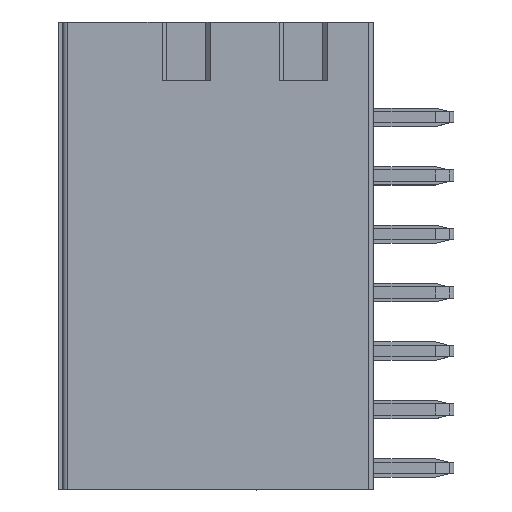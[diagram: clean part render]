
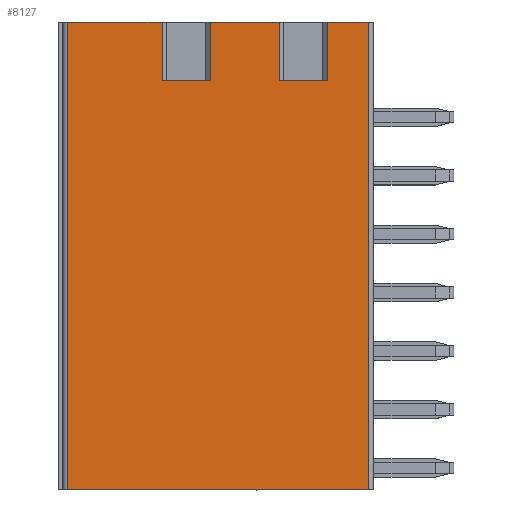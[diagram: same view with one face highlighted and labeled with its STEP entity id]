
A CAD part, top view. The second image highlights one B-rep face of the part: STEP entity #8127.
In plain terms, the highlighted planar face has unit normal (0, 0, 1).
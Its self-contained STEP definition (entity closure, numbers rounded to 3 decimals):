
#278=DIRECTION('',(0.,1.,0.));
#279=VECTOR('',#278,20.32);
#280=CARTESIAN_POINT('',(-13.3,-15.24,0.));
#281=LINE('',#280,#279);
#282=DIRECTION('',(0.,1.,0.));
#283=VECTOR('',#282,2.54);
#284=CARTESIAN_POINT('',(-9.18,2.54,0.));
#285=LINE('',#284,#283);
#286=DIRECTION('',(1.,0.,0.));
#287=VECTOR('',#286,2.1);
#288=CARTESIAN_POINT('',(-9.18,2.54,0.));
#289=LINE('',#288,#287);
#290=DIRECTION('',(0.,1.,0.));
#291=VECTOR('',#290,2.54);
#292=CARTESIAN_POINT('',(-7.08,2.54,0.));
#293=LINE('',#292,#291);
#294=DIRECTION('',(0.,1.,0.));
#295=VECTOR('',#294,2.54);
#296=CARTESIAN_POINT('',(-4.1,2.54,0.));
#297=LINE('',#296,#295);
#298=DIRECTION('',(1.,0.,0.));
#299=VECTOR('',#298,2.1);
#300=CARTESIAN_POINT('',(-4.1,2.54,0.));
#301=LINE('',#300,#299);
#302=DIRECTION('',(0.,1.,0.));
#303=VECTOR('',#302,2.54);
#304=CARTESIAN_POINT('',(-2.,2.54,0.));
#305=LINE('',#304,#303);
#306=DIRECTION('',(0.,1.,0.));
#307=VECTOR('',#306,20.32);
#308=CARTESIAN_POINT('',(-0.2,-15.24,0.));
#309=LINE('',#308,#307);
#1829=DIRECTION('',(1.,0.,0.));
#1830=VECTOR('',#1829,13.1);
#1831=CARTESIAN_POINT('',(-13.3,-15.24,0.));
#1832=LINE('',#1831,#1830);
#2604=DIRECTION('',(1.,0.,0.));
#2605=VECTOR('',#2604,2.98);
#2606=CARTESIAN_POINT('',(-7.08,5.08,0.));
#2607=LINE('',#2606,#2605);
#2620=DIRECTION('',(1.,0.,0.));
#2621=VECTOR('',#2620,4.12);
#2622=CARTESIAN_POINT('',(-13.3,5.08,0.));
#2623=LINE('',#2622,#2621);
#2709=DIRECTION('',(1.,0.,0.));
#2710=VECTOR('',#2709,1.8);
#2711=CARTESIAN_POINT('',(-2.,5.08,0.));
#2712=LINE('',#2711,#2710);
#6308=CARTESIAN_POINT('',(-13.3,5.08,0.));
#6309=VERTEX_POINT('',#6308);
#6310=CARTESIAN_POINT('',(-0.2,5.08,0.));
#6312=VERTEX_POINT('',#6310);
#6391=CARTESIAN_POINT('',(-4.1,5.08,0.));
#6393=VERTEX_POINT('',#6391);
#6394=CARTESIAN_POINT('',(-2.,5.08,0.));
#6396=VERTEX_POINT('',#6394);
#6402=CARTESIAN_POINT('',(-9.18,5.08,0.));
#6403=VERTEX_POINT('',#6402);
#6404=CARTESIAN_POINT('',(-7.08,5.08,0.));
#6405=VERTEX_POINT('',#6404);
#6423=CARTESIAN_POINT('',(-4.1,2.54,0.));
#6425=VERTEX_POINT('',#6423);
#6426=CARTESIAN_POINT('',(-2.,2.54,0.));
#6428=VERTEX_POINT('',#6426);
#6434=CARTESIAN_POINT('',(-9.18,2.54,0.));
#6435=VERTEX_POINT('',#6434);
#6436=CARTESIAN_POINT('',(-7.08,2.54,0.));
#6437=VERTEX_POINT('',#6436);
#7332=CARTESIAN_POINT('',(-13.3,-15.24,0.));
#7333=VERTEX_POINT('',#7332);
#7334=CARTESIAN_POINT('',(-0.2,-15.24,0.));
#7335=VERTEX_POINT('',#7334);
#8097=CARTESIAN_POINT('',(-13.3,0.,0.));
#8098=DIRECTION('',(0.,0.,1.));
#8099=DIRECTION('',(1.,0.,0.));
#8100=AXIS2_PLACEMENT_3D('',#8097,#8098,#8099);
#8101=PLANE('',#8100);
#8103=ORIENTED_EDGE('',*,*,#8102,.F.);
#8105=ORIENTED_EDGE('',*,*,#8104,.F.);
#8106=ORIENTED_EDGE('',*,*,#8087,.T.);
#8108=ORIENTED_EDGE('',*,*,#8107,.T.);
#8110=ORIENTED_EDGE('',*,*,#8109,.F.);
#8112=ORIENTED_EDGE('',*,*,#8111,.T.);
#8114=ORIENTED_EDGE('',*,*,#8113,.T.);
#8116=ORIENTED_EDGE('',*,*,#8115,.T.);
#8118=ORIENTED_EDGE('',*,*,#8117,.F.);
#8120=ORIENTED_EDGE('',*,*,#8119,.T.);
#8122=ORIENTED_EDGE('',*,*,#8121,.T.);
#8124=ORIENTED_EDGE('',*,*,#8123,.T.);
#8125=EDGE_LOOP('',(#8103,#8105,#8106,#8108,#8110,#8112,#8114,#8116,#8118,#8120,
#8122,#8124));
#8126=FACE_OUTER_BOUND('',#8125,.F.);
#8087=EDGE_CURVE('',#7333,#6309,#281,.T.);
#8102=EDGE_CURVE('',#7335,#6312,#309,.T.);
#8104=EDGE_CURVE('',#7333,#7335,#1832,.T.);
#8107=EDGE_CURVE('',#6309,#6403,#2623,.T.);
#8109=EDGE_CURVE('',#6435,#6403,#285,.T.);
#8111=EDGE_CURVE('',#6435,#6437,#289,.T.);
#8113=EDGE_CURVE('',#6437,#6405,#293,.T.);
#8115=EDGE_CURVE('',#6405,#6393,#2607,.T.);
#8117=EDGE_CURVE('',#6425,#6393,#297,.T.);
#8119=EDGE_CURVE('',#6425,#6428,#301,.T.);
#8121=EDGE_CURVE('',#6428,#6396,#305,.T.);
#8123=EDGE_CURVE('',#6396,#6312,#2712,.T.);
#8127=ADVANCED_FACE('',(#8126),#8101,.T.);
